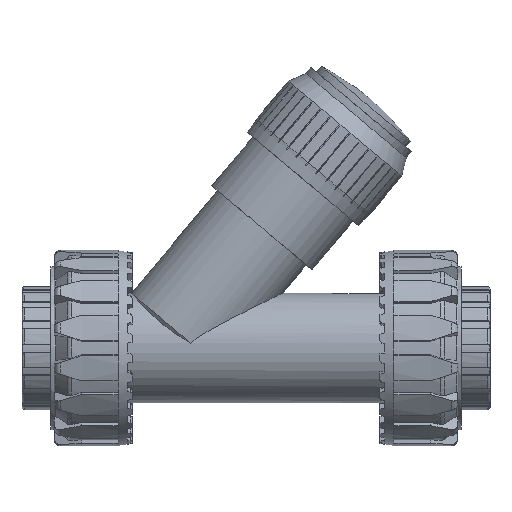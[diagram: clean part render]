
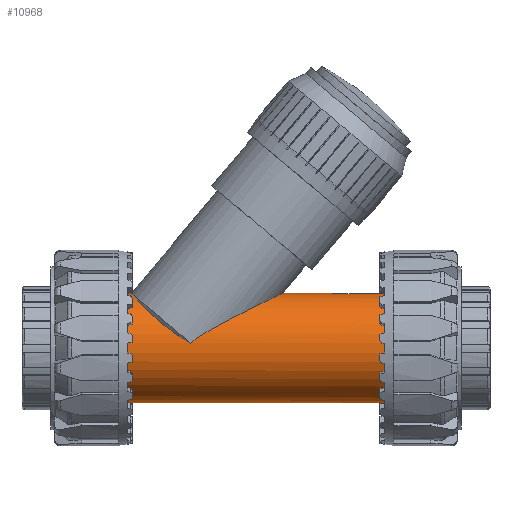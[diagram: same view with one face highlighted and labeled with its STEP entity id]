
A CAD part, front view. The second image highlights one B-rep face of the part: STEP entity #10968.
In plain terms, the highlighted cylindrical face has radius 27.5 mm (diameter 55 mm), a full revolution.
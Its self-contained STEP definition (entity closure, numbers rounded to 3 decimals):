
#168=FACE_BOUND($,#1595,.T.);
#169=FACE_BOUND($,#1596,.T.);
#170=FACE_BOUND($,#1597,.T.);
#199=B_SPLINE_CURVE_WITH_KNOTS($,3,(#16770,#16771,#16772,#16773,#16774,
#16775,#16776,#16777,#16778,#16779,#16780,#16781,#16782,#16783,#16784,#16785,
#16786,#16787,#16788,#16789),.UNSPECIFIED.,.F.,.F.,(4,2,2,2,2,2,2,2,2,4),
(8.857,8.944,9.387,10.273,11.474,
12.675,13.352,14.029,14.437,14.845),
 .UNSPECIFIED.);
#200=B_SPLINE_CURVE_WITH_KNOTS($,3,(#16794,#16795,#16796,#16797,#16798,
#16799,#16800,#16801,#16802,#16803,#16804,#16805,#16806,#16807,#16808,#16809,
#16810,#16811,#16812,#16813),.UNSPECIFIED.,.F.,.F.,(4,2,2,2,2,2,2,2,2,4),
(-6.344,-5.936,-5.529,-4.851,
-4.174,-2.973,-1.773,-0.886,
-0.443,-0.356),.UNSPECIFIED.);
#201=B_SPLINE_CURVE_WITH_KNOTS($,3,(#16815,#16816,#16817,#16818,#16819,
#16820,#16821,#16822,#16823,#16824,#16825,#16826,#16827,#16828,#16829,#16830,
#16831,#16832),.UNSPECIFIED.,.F.,.F.,(4,2,2,2,2,2,2,2,4),(-5.08,
-4.713,-3.798,-2.884,-1.969,
-1.477,-0.985,-0.492,0.),
 .UNSPECIFIED.);
#202=B_SPLINE_CURVE_WITH_KNOTS($,3,(#16833,#16834,#16835,#16836,#16837,
#16838,#16839,#16840,#16841,#16842,#16843,#16844,#16845,#16846,#16847,#16848,
#16849,#16850),.UNSPECIFIED.,.F.,.F.,(4,2,2,2,2,2,2,2,4),(-31.2,
-30.708,-30.215,-29.723,-29.231,
-28.316,-27.402,-26.487,-26.12),
 .UNSPECIFIED.);
#272=CIRCLE($,#11607,27.5);
#275=CIRCLE($,#11613,27.5);
#834=CYLINDRICAL_SURFACE($,#11620,27.5);
#1595=EDGE_LOOP($,(#7053,#7054,#7055,#7056));
#1596=EDGE_LOOP($,(#7057));
#1597=EDGE_LOOP($,(#7058));
#4152=VERTEX_POINT($,#16752);
#4155=VERTEX_POINT($,#16761);
#4157=VERTEX_POINT($,#16768);
#4158=VERTEX_POINT($,#16769);
#4159=VERTEX_POINT($,#16790);
#4160=VERTEX_POINT($,#16792);
#5296=EDGE_CURVE($,#4152,#4152,#272,.T.);
#5299=EDGE_CURVE($,#4155,#4155,#275,.T.);
#5301=EDGE_CURVE($,#4157,#4158,#199,.T.);
#5304=EDGE_CURVE($,#4158,#4160,#200,.T.);
#5305=EDGE_CURVE($,#4160,#4159,#201,.T.);
#5306=EDGE_CURVE($,#4159,#4157,#202,.T.);
#7053=ORIENTED_EDGE($,*,*,#5304,.T.);
#7054=ORIENTED_EDGE($,*,*,#5305,.T.);
#7055=ORIENTED_EDGE($,*,*,#5306,.T.);
#7056=ORIENTED_EDGE($,*,*,#5301,.T.);
#7057=ORIENTED_EDGE($,*,*,#5296,.T.);
#7058=ORIENTED_EDGE($,*,*,#5299,.F.);
#10968=ADVANCED_FACE($,(#168,#169,#170),#834,.T.);
#11607=AXIS2_PLACEMENT_3D($,#16753,#13028,#13029);
#11613=AXIS2_PLACEMENT_3D($,#16762,#13040,#13041);
#11620=AXIS2_PLACEMENT_3D($,#16814,#13054,#13055);
#13028=DIRECTION('center_axis',(-1.,0.,0.));
#13029=DIRECTION('ref_axis',(0.,0.,1.));
#13040=DIRECTION('center_axis',(-1.,0.,0.));
#13041=DIRECTION('ref_axis',(0.,0.,1.));
#13054=DIRECTION('center_axis',(-1.,0.,0.));
#13055=DIRECTION('ref_axis',(0.,0.,1.));
#16752=CARTESIAN_POINT('',(159.601,-27.41,1.877));
#16753=CARTESIAN_POINT('Origin',(159.601,0.,4.101));
#16761=CARTESIAN_POINT('',(29.601,0.,-23.399));
#16762=CARTESIAN_POINT('Origin',(29.601,0.,4.101));
#16768=CARTESIAN_POINT('',(61.712,27.382,6.645));
#16769=CARTESIAN_POINT('',(107.862,0.,31.601));
#16770=CARTESIAN_POINT('Ctrl Pts',(61.712,27.382,6.645));
#16771=CARTESIAN_POINT('Ctrl Pts',(61.942,27.364,6.841));
#16772=CARTESIAN_POINT('Ctrl Pts',(62.176,27.344,7.033));
#16773=CARTESIAN_POINT('Ctrl Pts',(63.623,27.212,8.191));
#16774=CARTESIAN_POINT('Ctrl Pts',(64.921,27.057,9.099));
#16775=CARTESIAN_POINT('Ctrl Pts',(68.911,26.487,11.708));
#16776=CARTESIAN_POINT('Ctrl Pts',(71.69,25.963,13.293));
#16777=CARTESIAN_POINT('Ctrl Pts',(77.664,24.589,16.585));
#16778=CARTESIAN_POINT('Ctrl Pts',(81.449,23.514,18.551));
#16779=CARTESIAN_POINT('Ctrl Pts',(88.853,20.74,22.31));
#16780=CARTESIAN_POINT('Ctrl Pts',(92.471,19.037,24.101));
#16781=CARTESIAN_POINT('Ctrl Pts',(97.381,15.996,26.514));
#16782=CARTESIAN_POINT('Ctrl Pts',(99.26,14.662,27.432));
#16783=CARTESIAN_POINT('Ctrl Pts',(102.692,11.588,29.102));
#16784=CARTESIAN_POINT('Ctrl Pts',(104.242,9.842,29.852));
#16785=CARTESIAN_POINT('Ctrl Pts',(106.105,6.876,30.753));
#16786=CARTESIAN_POINT('Ctrl Pts',(106.755,5.572,31.067));
#16787=CARTESIAN_POINT('Ctrl Pts',(107.636,2.815,31.492));
#16788=CARTESIAN_POINT('Ctrl Pts',(107.862,1.359,31.601));
#16789=CARTESIAN_POINT('Ctrl Pts',(107.862,0.,
31.601));
#16790=CARTESIAN_POINT('',(31.971,0.,31.601));
#16792=CARTESIAN_POINT('',(61.712,-27.382,6.645));
#16794=CARTESIAN_POINT('Ctrl Pts',(107.862,0.,
31.601));
#16795=CARTESIAN_POINT('Ctrl Pts',(107.862,-1.359,31.601));
#16796=CARTESIAN_POINT('Ctrl Pts',(107.636,-2.815,31.492));
#16797=CARTESIAN_POINT('Ctrl Pts',(106.755,-5.572,31.067));
#16798=CARTESIAN_POINT('Ctrl Pts',(106.105,-6.876,30.753));
#16799=CARTESIAN_POINT('Ctrl Pts',(104.242,-9.842,29.852));
#16800=CARTESIAN_POINT('Ctrl Pts',(102.692,-11.588,29.102));
#16801=CARTESIAN_POINT('Ctrl Pts',(99.26,-14.662,27.432));
#16802=CARTESIAN_POINT('Ctrl Pts',(97.381,-15.996,26.514));
#16803=CARTESIAN_POINT('Ctrl Pts',(92.471,-19.037,24.101));
#16804=CARTESIAN_POINT('Ctrl Pts',(88.853,-20.74,22.31));
#16805=CARTESIAN_POINT('Ctrl Pts',(81.449,-23.514,18.551));
#16806=CARTESIAN_POINT('Ctrl Pts',(77.664,-24.589,16.585));
#16807=CARTESIAN_POINT('Ctrl Pts',(71.69,-25.963,13.293));
#16808=CARTESIAN_POINT('Ctrl Pts',(68.911,-26.487,11.708));
#16809=CARTESIAN_POINT('Ctrl Pts',(64.921,-27.057,9.099));
#16810=CARTESIAN_POINT('Ctrl Pts',(63.623,-27.212,8.191));
#16811=CARTESIAN_POINT('Ctrl Pts',(62.176,-27.344,7.033));
#16812=CARTESIAN_POINT('Ctrl Pts',(61.942,-27.364,6.841));
#16813=CARTESIAN_POINT('Ctrl Pts',(61.712,-27.382,6.645));
#16814=CARTESIAN_POINT('Origin',(94.601,0.,4.101));
#16815=CARTESIAN_POINT('Ctrl Pts',(61.712,-27.382,6.645));
#16816=CARTESIAN_POINT('Ctrl Pts',(60.594,-27.325,7.255));
#16817=CARTESIAN_POINT('Ctrl Pts',(59.479,-27.246,7.891));
#16818=CARTESIAN_POINT('Ctrl Pts',(55.623,-26.866,10.204));
#16819=CARTESIAN_POINT('Ctrl Pts',(52.947,-26.414,12.018));
#16820=CARTESIAN_POINT('Ctrl Pts',(47.952,-24.967,15.807));
#16821=CARTESIAN_POINT('Ctrl Pts',(45.628,-23.97,17.78));
#16822=CARTESIAN_POINT('Ctrl Pts',(41.431,-21.331,21.612));
#16823=CARTESIAN_POINT('Ctrl Pts',(39.555,-19.692,23.47));
#16824=CARTESIAN_POINT('Ctrl Pts',(37.068,-16.651,26.031));
#16825=CARTESIAN_POINT('Ctrl Pts',(36.237,-15.442,26.909));
#16826=CARTESIAN_POINT('Ctrl Pts',(34.755,-12.777,28.502));
#16827=CARTESIAN_POINT('Ctrl Pts',(34.104,-11.32,29.217));
#16828=CARTESIAN_POINT('Ctrl Pts',(33.047,-8.245,30.388));
#16829=CARTESIAN_POINT('Ctrl Pts',(32.641,-6.622,30.845));
#16830=CARTESIAN_POINT('Ctrl Pts',(32.102,-3.32,31.452));
#16831=CARTESIAN_POINT('Ctrl Pts',(31.971,-1.641,31.601));
#16832=CARTESIAN_POINT('Ctrl Pts',(31.971,0.,
31.601));
#16833=CARTESIAN_POINT('Ctrl Pts',(31.971,0.,
31.601));
#16834=CARTESIAN_POINT('Ctrl Pts',(31.971,1.641,31.601));
#16835=CARTESIAN_POINT('Ctrl Pts',(32.102,3.32,31.452));
#16836=CARTESIAN_POINT('Ctrl Pts',(32.641,6.622,30.845));
#16837=CARTESIAN_POINT('Ctrl Pts',(33.047,8.245,30.388));
#16838=CARTESIAN_POINT('Ctrl Pts',(34.104,11.32,29.217));
#16839=CARTESIAN_POINT('Ctrl Pts',(34.755,12.777,28.502));
#16840=CARTESIAN_POINT('Ctrl Pts',(36.237,15.442,26.909));
#16841=CARTESIAN_POINT('Ctrl Pts',(37.068,16.651,26.031));
#16842=CARTESIAN_POINT('Ctrl Pts',(39.555,19.692,23.47));
#16843=CARTESIAN_POINT('Ctrl Pts',(41.431,21.331,21.612));
#16844=CARTESIAN_POINT('Ctrl Pts',(45.628,23.97,17.78));
#16845=CARTESIAN_POINT('Ctrl Pts',(47.952,24.967,15.807));
#16846=CARTESIAN_POINT('Ctrl Pts',(52.947,26.414,12.018));
#16847=CARTESIAN_POINT('Ctrl Pts',(55.623,26.866,10.204));
#16848=CARTESIAN_POINT('Ctrl Pts',(59.479,27.246,7.891));
#16849=CARTESIAN_POINT('Ctrl Pts',(60.594,27.325,7.255));
#16850=CARTESIAN_POINT('Ctrl Pts',(61.712,27.382,6.645));
